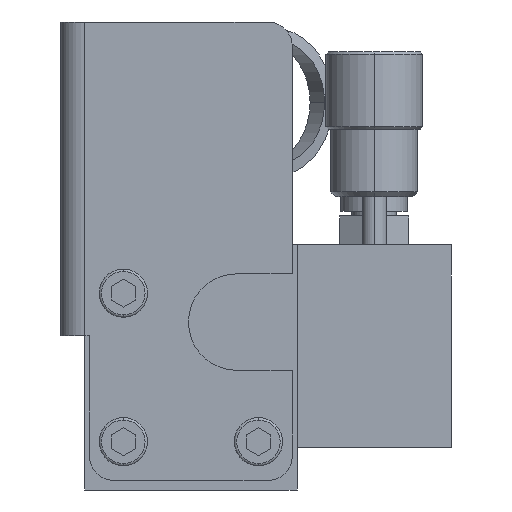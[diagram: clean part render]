
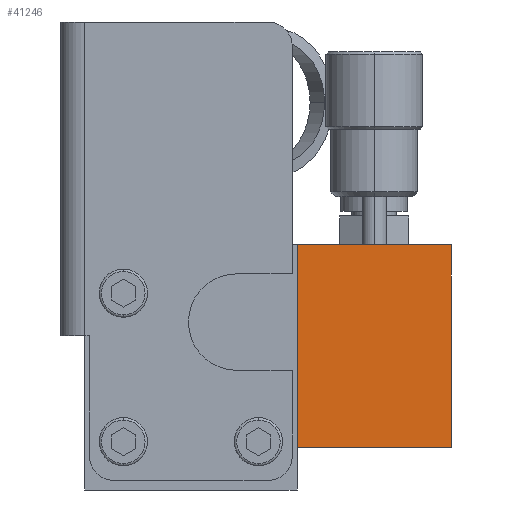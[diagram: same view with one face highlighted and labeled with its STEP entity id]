
A CAD part, left-side view. The second image highlights one B-rep face of the part: STEP entity #41246.
In plain terms, the highlighted planar face has unit normal (-1, 0, 0).
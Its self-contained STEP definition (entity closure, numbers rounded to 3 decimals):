
#4372 = AXIS2_PLACEMENT_3D ( 'NONE', #131431, #54408, #144370 ) ;
#4527 = EDGE_CURVE ( 'NONE', #126559, #44531, #121238, .T. ) ;
#6621 = CARTESIAN_POINT ( 'NONE',  ( -127., -76., 50.8 ) ) ;
#12130 = DIRECTION ( 'NONE',  ( 0., 0., -1. ) ) ;
#14859 = CARTESIAN_POINT ( 'NONE',  ( -127., -76., 50.8 ) ) ;
#17394 = EDGE_LOOP ( 'NONE', ( #73400, #35343, #123715, #166552 ) ) ;
#19267 = VERTEX_POINT ( 'NONE', #70111 ) ;
#28158 = FACE_OUTER_BOUND ( 'NONE', #17394, .T. ) ;
#29525 = CARTESIAN_POINT ( 'NONE',  ( -127., -44., 50.8 ) ) ;
#32799 = EDGE_CURVE ( 'NONE', #126559, #19267, #141389, .T. ) ;
#34799 = EDGE_CURVE ( 'NONE', #19267, #131324, #92882, .T. ) ;
#35343 = ORIENTED_EDGE ( 'NONE', *, *, #34799, .F. ) ;
#38782 = VECTOR ( 'NONE', #12130, 1000. ) ;
#41246 = ADVANCED_FACE ( 'NONE', ( #28158 ), #66789, .F. ) ;
#44531 = VERTEX_POINT ( 'NONE', #156307 ) ;
#45515 = CARTESIAN_POINT ( 'NONE',  ( -127., -44., 8.8 ) ) ;
#52868 = VECTOR ( 'NONE', #154168, 1000. ) ;
#54408 = DIRECTION ( 'NONE',  ( 1., 0., 0. ) ) ;
#58647 = VECTOR ( 'NONE', #142646, 1000. ) ;
#65645 = VECTOR ( 'NONE', #145278, 1000. ) ;
#66789 = PLANE ( 'NONE',  #4372 ) ;
#69647 = LINE ( 'NONE', #29525, #65645 ) ;
#70111 = CARTESIAN_POINT ( 'NONE',  ( -127., -76., 8.8 ) ) ;
#70249 = EDGE_CURVE ( 'NONE', #44531, #131324, #69647, .T. ) ;
#73400 = ORIENTED_EDGE ( 'NONE', *, *, #70249, .T. ) ;
#92882 = LINE ( 'NONE', #156099, #58647 ) ;
#101982 = CARTESIAN_POINT ( 'NONE',  ( -127., -76., 50.8 ) ) ;
#121238 = LINE ( 'NONE', #6621, #52868 ) ;
#123715 = ORIENTED_EDGE ( 'NONE', *, *, #32799, .F. ) ;
#126559 = VERTEX_POINT ( 'NONE', #14859 ) ;
#131324 = VERTEX_POINT ( 'NONE', #45515 ) ;
#131431 = CARTESIAN_POINT ( 'NONE',  ( -127., -76., 50.8 ) ) ;
#141389 = LINE ( 'NONE', #101982, #38782 ) ;
#142646 = DIRECTION ( 'NONE',  ( 0., 1., 0. ) ) ;
#144370 = DIRECTION ( 'NONE',  ( 0., 0., -1. ) ) ;
#145278 = DIRECTION ( 'NONE',  ( 0., 0., -1. ) ) ;
#154168 = DIRECTION ( 'NONE',  ( 0., 1., 0. ) ) ;
#156099 = CARTESIAN_POINT ( 'NONE',  ( -127., -76., 8.8 ) ) ;
#156307 = CARTESIAN_POINT ( 'NONE',  ( -127., -44., 50.8 ) ) ;
#166552 = ORIENTED_EDGE ( 'NONE', *, *, #4527, .T. ) ;
